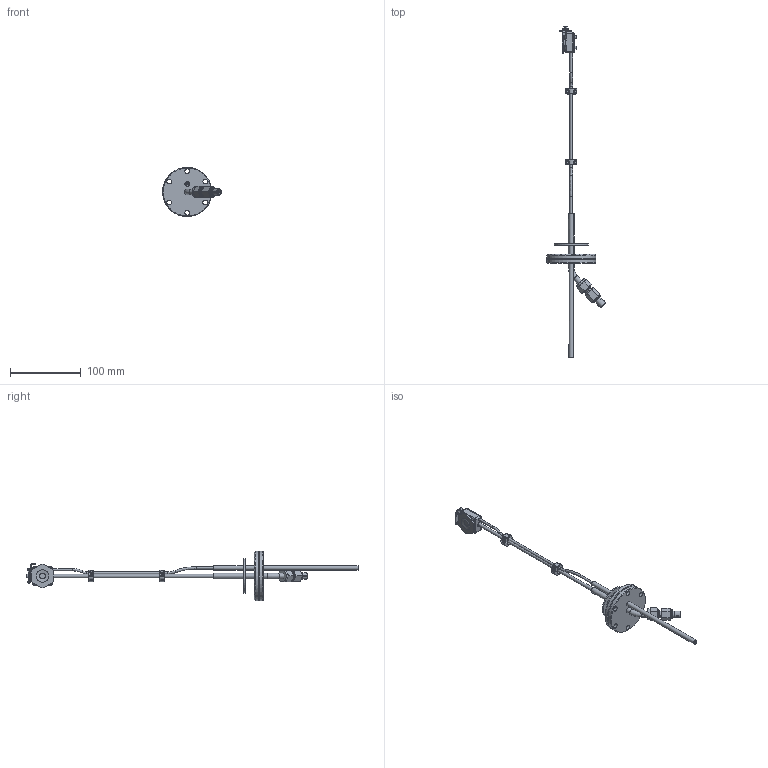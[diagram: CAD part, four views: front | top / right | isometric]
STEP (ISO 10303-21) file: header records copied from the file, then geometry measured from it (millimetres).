
FILE_DESCRIPTION(/* description */ ('Welded ALD Sensor (750-713-G4)'),/* implementation_level */ '2;1');
FILE_NAME(/* name */ '750-713-G4 - Welded ALD Sensor (Outline Model rev.A).stp',/* time_stamp */ '2020-07-08T21:56:47-04:00',/* author */ ('Joel Plasencia'),/* organization */ ('INFICON'),/* preprocessor_version */ 'ST-DEVELOPER v16',/* originating_system */ 'SIEMENS PLM Software NX 10.0',/* authorisation */ 'Copyright© 2020 INFICON - ALL RIGHTS RESERVED');
FILE_SCHEMA (('AUTOMOTIVE_DESIGN { 1 0 10303 214 3 1 1 1 }'));
Length unit declared in the file: millimetre
Products named in the file (1): 750-713-G4_A
Bounding box: 82.73 x 467.74 x 69.34 mm (x, y, z)
Volume: 81356.4 mm3; surface area: 38626.4 mm2
Topology: 9 solids, 10 shells, 608 faces, 1529 edges, 977 vertices
Faces by surface type: plane 319, cylinder 195, cone 53, torus 18, bspline 17, extrusion 4, revolution 2
Full cylindrical faces by diameter (mm): 1.499 x3, 1.575 x5, 2.261 x4, 2.286 x2, 2.438 x1, 3.048 x10, 3.302 x5, 3.454 x4, 4.648 x9, 4.699 x1, 4.75 x1, 4.839 x1, 4.851 x1, 6.35 x3, 6.452 x1, 6.731 x2, 7.874 x4, 7.925 x3, 8.026 x1, 8.255 x1, 8.433 x1, 8.763 x1, 9.398 x1, 10.287 x1, 12.7 x1, 36.601 x1, 41.91 x1, 48.057 x1, 48.311 x1, 66.294 x1
Entity records: 18682 total; most frequent: CARTESIAN_POINT 4446, DIRECTION 2968, ORIENTED_EDGE 2802, EDGE_CURVE 1401, AXIS2_PLACEMENT_3D 1106, VERTEX_POINT 939, EDGE_LOOP 798, VECTOR 754
